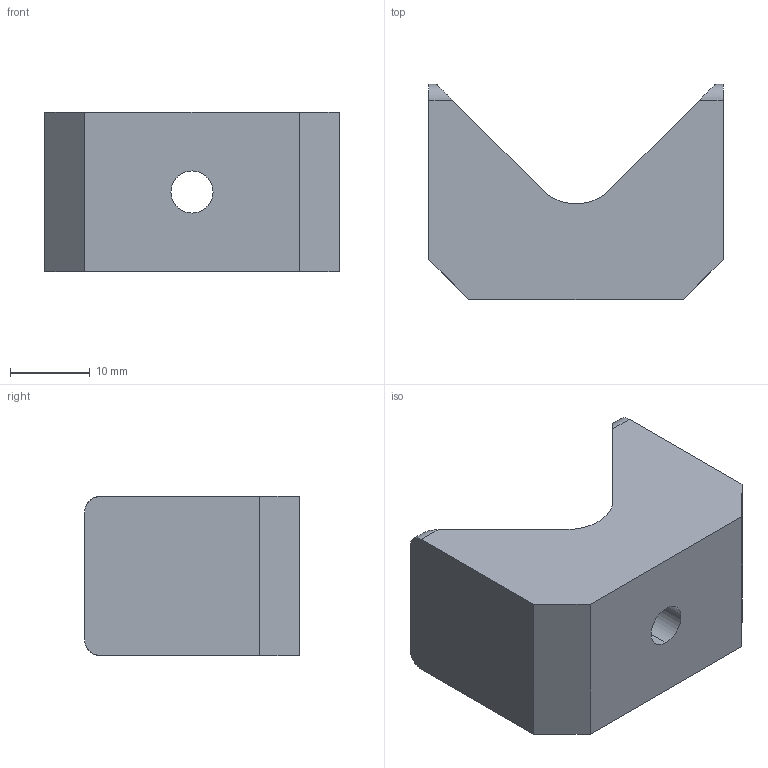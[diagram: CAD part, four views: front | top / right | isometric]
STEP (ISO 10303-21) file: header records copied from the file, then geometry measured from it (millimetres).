
FILE_DESCRIPTION (( 'STEP AP214' ), '1' );
FILE_NAME ('5-VéSupportSupTube.STEP', '2022-08-15T18:40:24', ( '' ), ( '' ), 'SwSTEP 2.0', 'SolidWorks 2019', '' );
FILE_SCHEMA (( 'AUTOMOTIVE_DESIGN' ));
Length unit declared in the file: millimetre
Products named in the file (1): 5-V餞upportSupTube
Bounding box: 37 x 27 x 20 mm (x, y, z)
Volume: 12735.7 mm3; surface area: 4322.4 mm2
Topology: 1 solids, 1 shells, 22 faces, 60 edges, 40 vertices
Faces by surface type: plane 12, cylinder 10
Entity records: 784 total; most frequent: CARTESIAN_POINT 201, ORIENTED_EDGE 120, DIRECTION 108, EDGE_CURVE 60, VERTEX_POINT 40, LINE 38, VECTOR 38, AXIS2_PLACEMENT_3D 35
